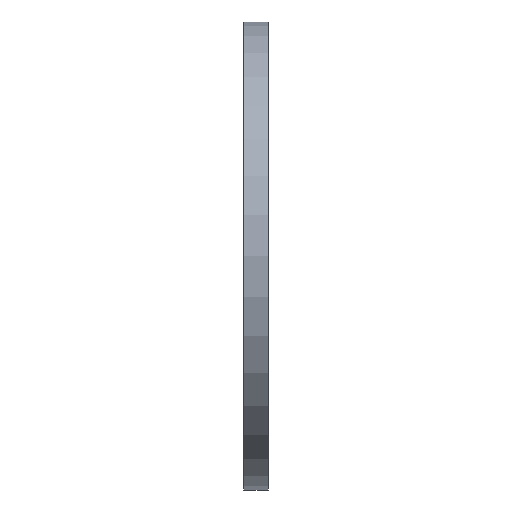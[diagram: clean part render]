
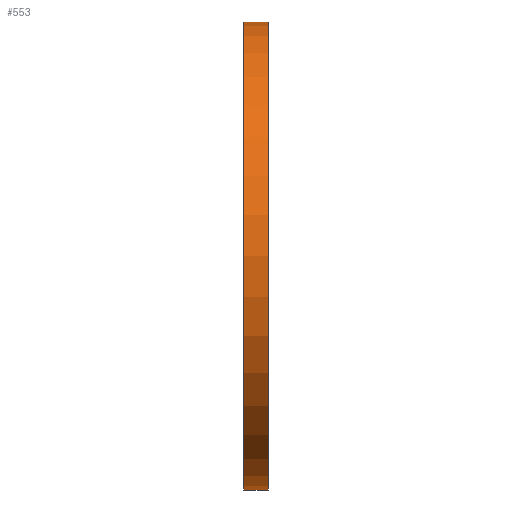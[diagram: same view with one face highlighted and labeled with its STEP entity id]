
A CAD part, front view. The second image highlights one B-rep face of the part: STEP entity #553.
In plain terms, the highlighted cylindrical face has radius 555.625 mm (diameter 1111.25 mm), a partial arc.
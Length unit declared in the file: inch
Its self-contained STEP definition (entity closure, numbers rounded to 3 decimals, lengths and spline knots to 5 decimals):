
#10 = CARTESIAN_POINT ( 'NONE',  ( 0., 0., 0. ) ) ;
#158 = EDGE_LOOP ( 'NONE', ( #616, #444, #975, #1540 ) ) ;
#190 = CARTESIAN_POINT ( 'NONE',  ( 2.3125, 0., -21.875 ) ) ;
#228 = DIRECTION ( 'NONE',  ( 0., 0., 1. ) ) ;
#258 = VECTOR ( 'NONE', #971, 39.37008 ) ;
#265 = AXIS2_PLACEMENT_3D ( 'NONE', #508, #1011, #1552 ) ;
#302 = CARTESIAN_POINT ( 'NONE',  ( 0.0625, 0., 21.875 ) ) ;
#319 = EDGE_CURVE ( 'NONE', #1143, #1588, #839, .T. ) ;
#325 = DIRECTION ( 'NONE',  ( -1., 0., 0. ) ) ;
#368 = AXIS2_PLACEMENT_3D ( 'NONE', #10, #1432, #785 ) ;
#369 = EDGE_CURVE ( 'NONE', #1588, #1107, #886, .T. ) ;
#444 = ORIENTED_EDGE ( 'NONE', *, *, #1495, .T. ) ;
#494 = DIRECTION ( 'NONE',  ( -1., 0., 0. ) ) ;
#508 = CARTESIAN_POINT ( 'NONE',  ( 2.3125, 0., 0. ) ) ;
#511 = AXIS2_PLACEMENT_3D ( 'NONE', #1125, #494, #228 ) ;
#523 = VERTEX_POINT ( 'NONE', #1257 ) ;
#553 = ADVANCED_FACE ( 'NONE', ( #1281 ), #1532, .T. ) ;
#616 = ORIENTED_EDGE ( 'NONE', *, *, #319, .F. ) ;
#665 = EDGE_CURVE ( 'NONE', #523, #1107, #943, .T. ) ;
#684 = CARTESIAN_POINT ( 'NONE',  ( 0., 0., 21.875 ) ) ;
#785 = DIRECTION ( 'NONE',  ( 0., 0., 1. ) ) ;
#839 = LINE ( 'NONE', #1223, #1235 ) ;
#886 = CIRCLE ( 'NONE', #511, 21.875 ) ;
#943 = LINE ( 'NONE', #684, #258 ) ;
#971 = DIRECTION ( 'NONE',  ( -1., 0., 0. ) ) ;
#973 = CARTESIAN_POINT ( 'NONE',  ( 0.0625, 0., -21.875 ) ) ;
#975 = ORIENTED_EDGE ( 'NONE', *, *, #665, .T. ) ;
#1011 = DIRECTION ( 'NONE',  ( -1., 0., 0. ) ) ;
#1107 = VERTEX_POINT ( 'NONE', #302 ) ;
#1125 = CARTESIAN_POINT ( 'NONE',  ( 0.0625, 0., 0. ) ) ;
#1143 = VERTEX_POINT ( 'NONE', #190 ) ;
#1223 = CARTESIAN_POINT ( 'NONE',  ( 0., 0., -21.875 ) ) ;
#1235 = VECTOR ( 'NONE', #325, 39.37008 ) ;
#1257 = CARTESIAN_POINT ( 'NONE',  ( 2.3125, 0., 21.875 ) ) ;
#1281 = FACE_OUTER_BOUND ( 'NONE', #158, .T. ) ;
#1350 = CIRCLE ( 'NONE', #265, 21.875 ) ;
#1432 = DIRECTION ( 'NONE',  ( -1., 0., 0. ) ) ;
#1495 = EDGE_CURVE ( 'NONE', #1143, #523, #1350, .T. ) ;
#1532 = CYLINDRICAL_SURFACE ( 'NONE', #368, 21.875 ) ;
#1540 = ORIENTED_EDGE ( 'NONE', *, *, #369, .F. ) ;
#1552 = DIRECTION ( 'NONE',  ( 0., 0., 1. ) ) ;
#1588 = VERTEX_POINT ( 'NONE', #973 ) ;
